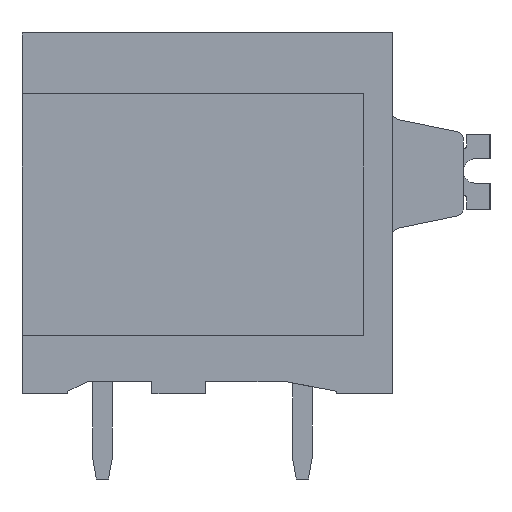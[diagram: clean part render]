
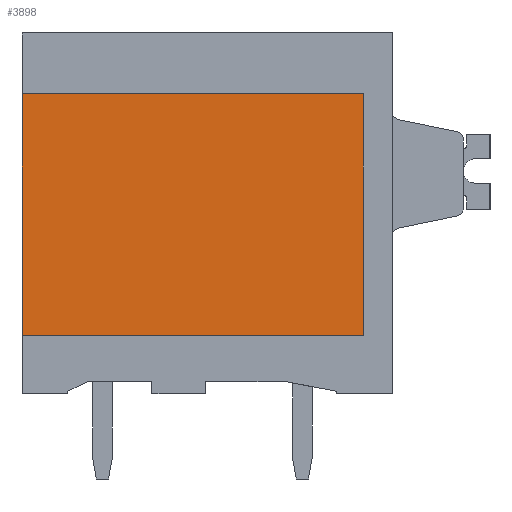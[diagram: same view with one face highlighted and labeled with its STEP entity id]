
A CAD part, left-side view. The second image highlights one B-rep face of the part: STEP entity #3898.
In plain terms, the highlighted planar face has unit normal (-1, 0, 0).
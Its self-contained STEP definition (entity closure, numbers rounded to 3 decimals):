
#3878=AXIS2_PLACEMENT_3D('Plane Axis2P3D',#3875,#3876,#3877) ;
#951=CARTESIAN_POINT('Vertex',(1.1,19.2,5.9)) ;
#954=CARTESIAN_POINT('Line Origine',(1.1,19.2,10.85)) ;
#958=CARTESIAN_POINT('Vertex',(1.1,19.2,15.8)) ;
#3859=CARTESIAN_POINT('Vertex',(1.1,5.2,5.9)) ;
#3862=CARTESIAN_POINT('Line Origine',(1.1,12.2,5.9)) ;
#3875=CARTESIAN_POINT('Axis2P3D Location',(1.1,0.,0.)) ;
#3880=CARTESIAN_POINT('Line Origine',(1.1,5.2,10.85)) ;
#3884=CARTESIAN_POINT('Vertex',(1.1,5.2,15.8)) ;
#3887=CARTESIAN_POINT('Line Origine',(1.1,12.2,15.8)) ;
#955=DIRECTION('Vector Direction',(0.,0.,1.)) ;
#3863=DIRECTION('Vector Direction',(0.,1.,0.)) ;
#3876=DIRECTION('Axis2P3D Direction',(-1.,0.,0.)) ;
#3877=DIRECTION('Axis2P3D XDirection',(0.,-1.,0.)) ;
#3881=DIRECTION('Vector Direction',(0.,0.,1.)) ;
#3888=DIRECTION('Vector Direction',(0.,1.,0.)) ;
#956=VECTOR('Line Direction',#955,1.) ;
#3864=VECTOR('Line Direction',#3863,1.) ;
#3882=VECTOR('Line Direction',#3881,1.) ;
#3889=VECTOR('Line Direction',#3888,1.) ;
#3893=ORIENTED_EDGE('',*,*,#3866,.F.) ;
#3894=ORIENTED_EDGE('',*,*,#3886,.T.) ;
#3895=ORIENTED_EDGE('',*,*,#3891,.T.) ;
#3896=ORIENTED_EDGE('',*,*,#960,.F.) ;
#3898=ADVANCED_FACE('_LMF 5.08/14/90 3.5SN OR BX 1330840000',(#3897),#3879,.T.) ;
#960=EDGE_CURVE('',#952,#959,#957,.T.) ;
#3866=EDGE_CURVE('',#3860,#952,#3865,.T.) ;
#3886=EDGE_CURVE('',#3860,#3885,#3883,.T.) ;
#3891=EDGE_CURVE('',#3885,#959,#3890,.T.) ;
#3892=EDGE_LOOP('',(#3893,#3894,#3895,#3896)) ;
#3897=FACE_OUTER_BOUND('',#3892,.T.) ;
#957=LINE('Line',#954,#956) ;
#3865=LINE('Line',#3862,#3864) ;
#3883=LINE('Line',#3880,#3882) ;
#3890=LINE('Line',#3887,#3889) ;
#3879=PLANE('',#3878) ;
#952=VERTEX_POINT('',#951) ;
#959=VERTEX_POINT('',#958) ;
#3860=VERTEX_POINT('',#3859) ;
#3885=VERTEX_POINT('',#3884) ;
